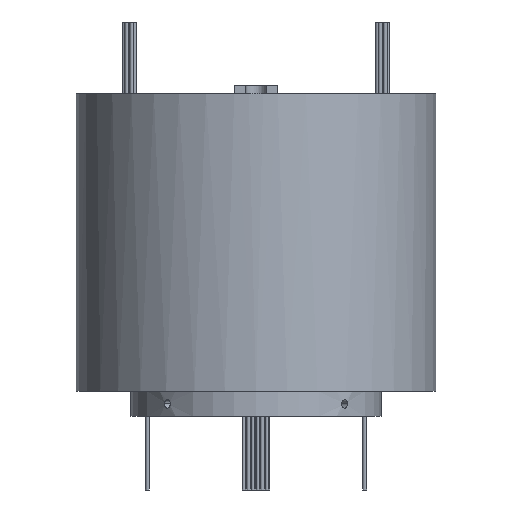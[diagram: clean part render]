
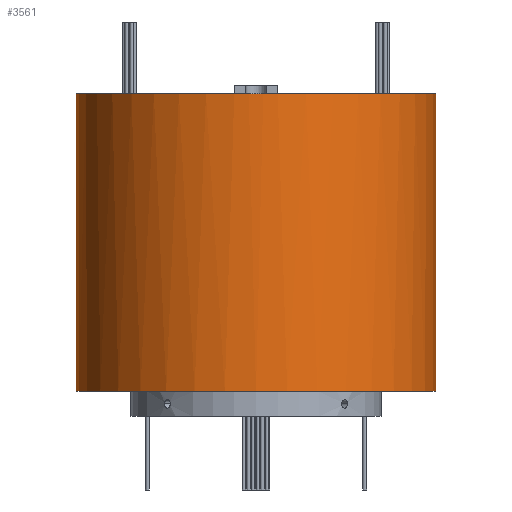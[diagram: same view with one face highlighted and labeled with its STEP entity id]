
A CAD part, front view. The second image highlights one B-rep face of the part: STEP entity #3561.
In plain terms, the highlighted cylindrical face has radius 107.5 mm (diameter 215 mm), a partial arc.
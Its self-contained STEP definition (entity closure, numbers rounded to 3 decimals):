
#36 = VERTEX_POINT ( 'NONE', #6821 ) ;
#281 = VECTOR ( 'NONE', #2651, 1000. ) ;
#389 = EDGE_CURVE ( 'NONE', #36, #4047, #1964, .T. ) ;
#467 = AXIS2_PLACEMENT_3D ( 'NONE', #5717, #1273, #2542 ) ;
#516 = VERTEX_POINT ( 'NONE', #2126 ) ;
#736 = CARTESIAN_POINT ( 'NONE',  ( 107.5, 0., 193. ) ) ;
#793 = VERTEX_POINT ( 'NONE', #5967 ) ;
#859 = ORIENTED_EDGE ( 'NONE', *, *, #389, .F. ) ;
#1214 = CARTESIAN_POINT ( 'NONE',  ( -107.5, 0., 193. ) ) ;
#1273 = DIRECTION ( 'NONE',  ( 0., 0., -1. ) ) ;
#1416 = DIRECTION ( 'NONE',  ( 0., 0., 1. ) ) ;
#1431 = DIRECTION ( 'NONE',  ( 0., 0., 1. ) ) ;
#1756 = DIRECTION ( 'NONE',  ( 0., 0., 1. ) ) ;
#1964 = LINE ( 'NONE', #736, #281 ) ;
#2063 = EDGE_CURVE ( 'NONE', #4193, #4047, #5230, .T. ) ;
#2084 = VERTEX_POINT ( 'NONE', #6843 ) ;
#2126 = CARTESIAN_POINT ( 'NONE',  ( -13., -106.711, 193. ) ) ;
#2277 = ORIENTED_EDGE ( 'NONE', *, *, #2063, .T. ) ;
#2309 = LINE ( 'NONE', #1214, #5672 ) ;
#2328 = FACE_OUTER_BOUND ( 'NONE', #2945, .T. ) ;
#2542 = DIRECTION ( 'NONE',  ( -1., 0., 0. ) ) ;
#2614 = ORIENTED_EDGE ( 'NONE', *, *, #4514, .T. ) ;
#2651 = DIRECTION ( 'NONE',  ( 0., 0., -1. ) ) ;
#2726 = EDGE_CURVE ( 'NONE', #2084, #516, #6802, .T. ) ;
#2904 = ORIENTED_EDGE ( 'NONE', *, *, #5911, .F. ) ;
#2945 = EDGE_LOOP ( 'NONE', ( #859, #2904, #7829, #4767, #2614, #2277 ) ) ;
#2969 = CARTESIAN_POINT ( 'NONE',  ( 0., 0., 193. ) ) ;
#3120 = AXIS2_PLACEMENT_3D ( 'NONE', #5233, #1431, #5867 ) ;
#3133 = CARTESIAN_POINT ( 'NONE',  ( 107.5, 0., 15. ) ) ;
#3561 = ADVANCED_FACE ( 'NONE', ( #2328 ), #7180, .T. ) ;
#3591 = DIRECTION ( 'NONE',  ( 1., 0., 0. ) ) ;
#3659 = EDGE_CURVE ( 'NONE', #516, #793, #4905, .T. ) ;
#4047 = VERTEX_POINT ( 'NONE', #3133 ) ;
#4193 = VERTEX_POINT ( 'NONE', #6257 ) ;
#4514 = EDGE_CURVE ( 'NONE', #2084, #4193, #2309, .T. ) ;
#4726 = AXIS2_PLACEMENT_3D ( 'NONE', #5218, #1416, #5852 ) ;
#4767 = ORIENTED_EDGE ( 'NONE', *, *, #2726, .F. ) ;
#4905 = CIRCLE ( 'NONE', #4726, 107.5 ) ;
#5218 = CARTESIAN_POINT ( 'NONE',  ( 0., 0., 193. ) ) ;
#5230 = CIRCLE ( 'NONE', #6828, 107.5 ) ;
#5233 = CARTESIAN_POINT ( 'NONE',  ( 0., 0., 193. ) ) ;
#5565 = CARTESIAN_POINT ( 'NONE',  ( 0., 0., 15. ) ) ;
#5657 = DIRECTION ( 'NONE',  ( 0., 0., -1. ) ) ;
#5672 = VECTOR ( 'NONE', #5657, 1000. ) ;
#5717 = CARTESIAN_POINT ( 'NONE',  ( 0., 0., 193. ) ) ;
#5852 = DIRECTION ( 'NONE',  ( 1., 0., 0. ) ) ;
#5867 = DIRECTION ( 'NONE',  ( 1., 0., 0. ) ) ;
#5911 = EDGE_CURVE ( 'NONE', #793, #36, #6566, .T. ) ;
#5967 = CARTESIAN_POINT ( 'NONE',  ( 13., -106.711, 193. ) ) ;
#6202 = DIRECTION ( 'NONE',  ( 1., 0., 0. ) ) ;
#6257 = CARTESIAN_POINT ( 'NONE',  ( -107.5, 0., 15. ) ) ;
#6566 = CIRCLE ( 'NONE', #3120, 107.5 ) ;
#6802 = CIRCLE ( 'NONE', #7626, 107.5 ) ;
#6821 = CARTESIAN_POINT ( 'NONE',  ( 107.5, 0., 193. ) ) ;
#6828 = AXIS2_PLACEMENT_3D ( 'NONE', #5565, #1756, #6202 ) ;
#6843 = CARTESIAN_POINT ( 'NONE',  ( -107.5, 0., 193. ) ) ;
#7180 = CYLINDRICAL_SURFACE ( 'NONE', #467, 107.5 ) ;
#7382 = DIRECTION ( 'NONE',  ( 0., 0., 1. ) ) ;
#7626 = AXIS2_PLACEMENT_3D ( 'NONE', #2969, #7382, #3591 ) ;
#7829 = ORIENTED_EDGE ( 'NONE', *, *, #3659, .F. ) ;
